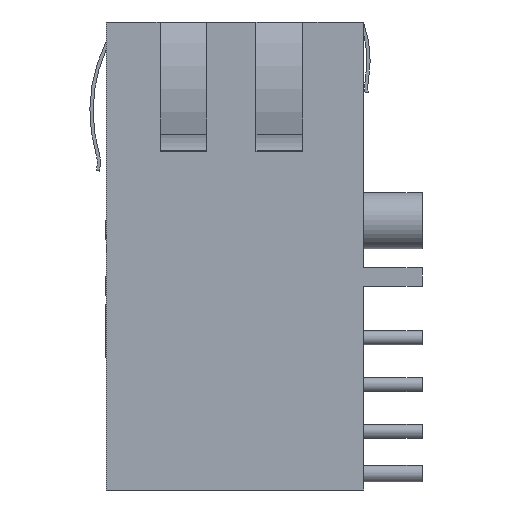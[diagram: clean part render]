
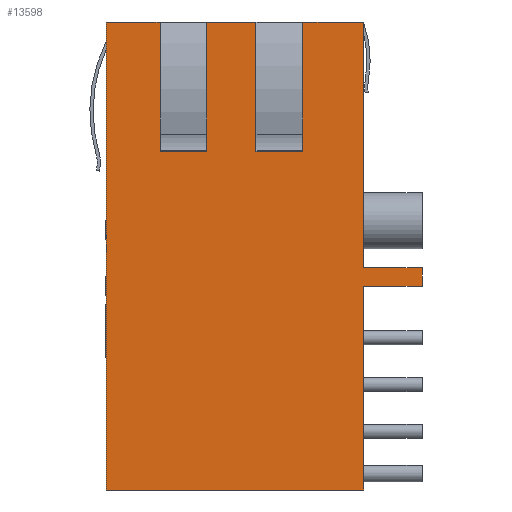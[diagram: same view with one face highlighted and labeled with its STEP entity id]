
A CAD part, left-side view. The second image highlights one B-rep face of the part: STEP entity #13598.
In plain terms, the highlighted planar face has unit normal (-1, 0, 0).
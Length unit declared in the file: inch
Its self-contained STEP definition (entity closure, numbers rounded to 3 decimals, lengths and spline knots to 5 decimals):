
#1513=FACE_OUTER_BOUND('',#2292,.T.);
#2292=EDGE_LOOP('',(#9267,#9268,#9269,#9270,#9271,#9272,#9273,#9274,#9275,
#9276,#9277,#9278,#9279,#9280,#9281,#9282));
#3070=LINE('',#18255,#4271);
#3081=LINE('',#18285,#4282);
#3083=LINE('',#18288,#4284);
#3085=LINE('',#18291,#4286);
#3095=LINE('',#18312,#4296);
#3099=LINE('',#18320,#4300);
#3138=LINE('',#18539,#4339);
#3141=LINE('',#18545,#4342);
#3142=LINE('',#18548,#4343);
#3143=LINE('',#18549,#4344);
#3144=LINE('',#18551,#4345);
#3145=LINE('',#18552,#4346);
#3146=LINE('',#18553,#4347);
#3147=LINE('',#18555,#4348);
#3148=LINE('',#18557,#4349);
#3149=LINE('',#18558,#4350);
#4271=VECTOR('',#15254,0.01572);
#4282=VECTOR('',#15279,0.115);
#4284=VECTOR('',#15281,0.105);
#4286=VECTOR('',#15283,0.13);
#4296=VECTOR('',#15295,0.525);
#4300=VECTOR('',#15299,0.435);
#4339=VECTOR('',#15544,0.04);
#4342=VECTOR('',#15553,0.125);
#4343=VECTOR('',#15556,0.1);
#4344=VECTOR('',#15557,0.01572);
#4345=VECTOR('',#15558,1.);
#4346=VECTOR('',#15559,0.55);
#4347=VECTOR('',#15560,0.125);
#4348=VECTOR('',#15561,0.01572);
#4349=VECTOR('',#15562,0.1);
#4350=VECTOR('',#15563,0.01572);
#5475=VERTEX_POINT('',#18253);
#5476=VERTEX_POINT('',#18254);
#5483=VERTEX_POINT('',#18272);
#5487=VERTEX_POINT('',#18282);
#5488=VERTEX_POINT('',#18284);
#5489=VERTEX_POINT('',#18287);
#5490=VERTEX_POINT('',#18289);
#5500=VERTEX_POINT('',#18311);
#5503=VERTEX_POINT('',#18317);
#5504=VERTEX_POINT('',#18319);
#5578=VERTEX_POINT('',#18532);
#5581=VERTEX_POINT('',#18537);
#5582=VERTEX_POINT('',#18547);
#5583=VERTEX_POINT('',#18550);
#5584=VERTEX_POINT('',#18554);
#5585=VERTEX_POINT('',#18556);
#6894=EDGE_CURVE('',#5475,#5476,#3070,.T.);
#6910=EDGE_CURVE('',#5488,#5487,#3081,.T.);
#6912=EDGE_CURVE('',#5489,#5475,#3083,.T.);
#6914=EDGE_CURVE('',#5483,#5490,#3085,.T.);
#6924=EDGE_CURVE('',#5500,#5483,#3095,.T.);
#6928=EDGE_CURVE('',#5504,#5503,#3099,.T.);
#7033=EDGE_CURVE('',#5581,#5578,#3138,.T.);
#7036=EDGE_CURVE('',#5503,#5578,#3141,.T.);
#7037=EDGE_CURVE('',#5476,#5582,#3142,.T.);
#7038=EDGE_CURVE('',#5488,#5582,#3143,.T.);
#7039=EDGE_CURVE('',#5487,#5583,#3144,.T.);
#7040=EDGE_CURVE('',#5583,#5504,#3145,.T.);
#7041=EDGE_CURVE('',#5500,#5581,#3146,.T.);
#7042=EDGE_CURVE('',#5490,#5584,#3147,.T.);
#7043=EDGE_CURVE('',#5584,#5585,#3148,.T.);
#7044=EDGE_CURVE('',#5489,#5585,#3149,.T.);
#9267=ORIENTED_EDGE('',*,*,#6894,.T.);
#9268=ORIENTED_EDGE('',*,*,#7037,.T.);
#9269=ORIENTED_EDGE('',*,*,#7038,.F.);
#9270=ORIENTED_EDGE('',*,*,#6910,.T.);
#9271=ORIENTED_EDGE('',*,*,#7039,.T.);
#9272=ORIENTED_EDGE('',*,*,#7040,.T.);
#9273=ORIENTED_EDGE('',*,*,#6928,.T.);
#9274=ORIENTED_EDGE('',*,*,#7036,.T.);
#9275=ORIENTED_EDGE('',*,*,#7033,.F.);
#9276=ORIENTED_EDGE('',*,*,#7041,.F.);
#9277=ORIENTED_EDGE('',*,*,#6924,.T.);
#9278=ORIENTED_EDGE('',*,*,#6914,.T.);
#9279=ORIENTED_EDGE('',*,*,#7042,.T.);
#9280=ORIENTED_EDGE('',*,*,#7043,.T.);
#9281=ORIENTED_EDGE('',*,*,#7044,.F.);
#9282=ORIENTED_EDGE('',*,*,#6912,.T.);
#13260=PLANE('',#14450);
#13598=ADVANCED_FACE('',(#1513),#13260,.T.);
#14450=AXIS2_PLACEMENT_3D('',#18546,#15554,#15555);
#15254=DIRECTION('',(0.,0.,-1.));
#15279=DIRECTION('',(0.,1.,0.));
#15281=DIRECTION('',(0.,1.,0.));
#15283=DIRECTION('',(0.,1.,0.));
#15295=DIRECTION('',(0.,0.,1.));
#15299=DIRECTION('',(0.,0.,1.));
#15544=DIRECTION('',(0.,0.,-1.));
#15553=DIRECTION('',(0.,-1.,0.));
#15554=DIRECTION('center_axis',(-1.,0.,0.));
#15555=DIRECTION('ref_axis',(0.,0.,1.));
#15556=DIRECTION('',(0.,1.,0.));
#15557=DIRECTION('',(0.,0.,-1.));
#15558=DIRECTION('',(0.,0.,-1.));
#15559=DIRECTION('',(0.,-1.,0.));
#15560=DIRECTION('',(0.,-1.,0.));
#15561=DIRECTION('',(0.,0.,-1.));
#15562=DIRECTION('',(0.,1.,0.));
#15563=DIRECTION('',(0.,0.,-1.));
#18253=CARTESIAN_POINT('',(-0.635,0.335,0.));
#18254=CARTESIAN_POINT('',(-0.635,0.335,-0.01572));
#18255=CARTESIAN_POINT('',(-0.635,0.335,0.));
#18272=CARTESIAN_POINT('',(-0.635,0.,0.));
#18282=CARTESIAN_POINT('',(-0.635,0.55,0.));
#18284=CARTESIAN_POINT('',(-0.635,0.435,0.));
#18285=CARTESIAN_POINT('',(-0.635,0.435,0.));
#18287=CARTESIAN_POINT('',(-0.635,0.23,0.));
#18288=CARTESIAN_POINT('',(-0.635,0.23,0.));
#18289=CARTESIAN_POINT('',(-0.635,0.13,0.));
#18291=CARTESIAN_POINT('',(-0.635,0.,0.));
#18311=CARTESIAN_POINT('',(-0.635,0.,-0.525));
#18312=CARTESIAN_POINT('',(-0.635,0.,-0.525));
#18317=CARTESIAN_POINT('',(-0.635,0.,-0.565));
#18319=CARTESIAN_POINT('',(-0.635,0.,-1.));
#18320=CARTESIAN_POINT('',(-0.635,0.,-1.));
#18532=CARTESIAN_POINT('',(-0.635,-0.125,-0.565));
#18537=CARTESIAN_POINT('',(-0.635,-0.125,-0.525));
#18539=CARTESIAN_POINT('',(-0.635,-0.125,-0.525));
#18545=CARTESIAN_POINT('',(-0.635,0.,-0.565));
#18546=CARTESIAN_POINT('Origin',(-0.635,-0.1385,-0.5));
#18547=CARTESIAN_POINT('',(-0.635,0.435,-0.01572));
#18548=CARTESIAN_POINT('',(-0.635,0.335,-0.01572));
#18549=CARTESIAN_POINT('',(-0.635,0.435,0.));
#18550=CARTESIAN_POINT('',(-0.635,0.55,-1.));
#18551=CARTESIAN_POINT('',(-0.635,0.55,0.));
#18552=CARTESIAN_POINT('',(-0.635,0.55,-1.));
#18553=CARTESIAN_POINT('',(-0.635,0.,-0.525));
#18554=CARTESIAN_POINT('',(-0.635,0.13,-0.01572));
#18555=CARTESIAN_POINT('',(-0.635,0.13,0.));
#18556=CARTESIAN_POINT('',(-0.635,0.23,-0.01572));
#18557=CARTESIAN_POINT('',(-0.635,0.13,-0.01572));
#18558=CARTESIAN_POINT('',(-0.635,0.23,0.));
